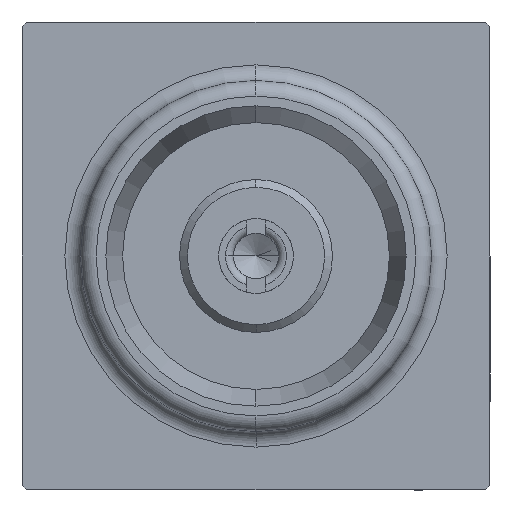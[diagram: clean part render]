
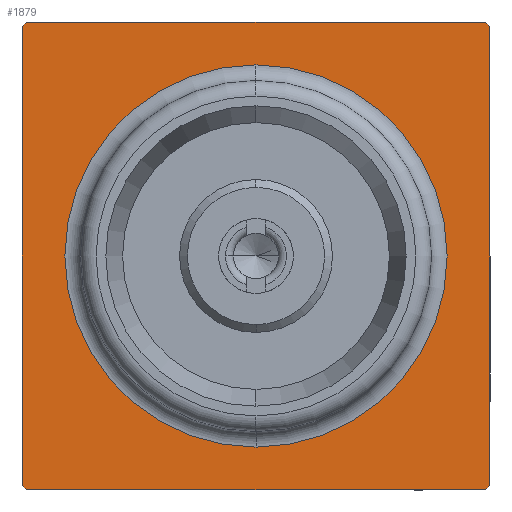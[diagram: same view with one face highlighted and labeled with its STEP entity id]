
A CAD part, left-side view. The second image highlights one B-rep face of the part: STEP entity #1879.
In plain terms, the highlighted planar face has unit normal (-1, 0, 0).
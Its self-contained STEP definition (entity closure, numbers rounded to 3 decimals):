
#100 = VECTOR ( 'NONE', #809, 1000. ) ;
#160 = ORIENTED_EDGE ( 'NONE', *, *, #241, .T. ) ;
#168 = CARTESIAN_POINT ( 'NONE',  ( 4.45, 2.939, 3. ) ) ;
#194 = DIRECTION ( 'NONE',  ( -1., 0., 0. ) ) ;
#236 = FACE_OUTER_BOUND ( 'NONE', #2589, .T. ) ;
#241 = EDGE_CURVE ( 'NONE', #955, #3097, #501, .T. ) ;
#253 = ORIENTED_EDGE ( 'NONE', *, *, #733, .T. ) ;
#341 = ORIENTED_EDGE ( 'NONE', *, *, #1032, .F. ) ;
#376 = EDGE_CURVE ( 'NONE', #1238, #2539, #1144, .T. ) ;
#410 = DIRECTION ( 'NONE',  ( 0., 0., -1. ) ) ;
#417 = DIRECTION ( 'NONE',  ( 1., 0., 0. ) ) ;
#435 = CARTESIAN_POINT ( 'NONE',  ( 4.45, 0., 0. ) ) ;
#440 = DIRECTION ( 'NONE',  ( 0., 0., -1. ) ) ;
#454 = CARTESIAN_POINT ( 'NONE',  ( 4.45, 0., 0. ) ) ;
#501 = CIRCLE ( 'NONE', #3746, 4.2 ) ;
#519 = EDGE_CURVE ( 'NONE', #2940, #2000, #3227, .T. ) ;
#591 = VERTEX_POINT ( 'NONE', #2580 ) ;
#611 = CARTESIAN_POINT ( 'NONE',  ( 4.45, -3., 2.939 ) ) ;
#650 = VECTOR ( 'NONE', #1189, 1000. ) ;
#731 = CARTESIAN_POINT ( 'NONE',  ( 4.45, 0., 2.45 ) ) ;
#733 = EDGE_CURVE ( 'NONE', #1238, #3458, #2011, .T. ) ;
#798 = DIRECTION ( 'NONE',  ( 0., 0., 1. ) ) ;
#809 = DIRECTION ( 'NONE',  ( 0., 1., 0. ) ) ;
#862 = ORIENTED_EDGE ( 'NONE', *, *, #519, .T. ) ;
#882 = CARTESIAN_POINT ( 'NONE',  ( 4.45, 2.25, -3. ) ) ;
#955 = VERTEX_POINT ( 'NONE', #611 ) ;
#964 = LINE ( 'NONE', #882, #100 ) ;
#967 = CARTESIAN_POINT ( 'NONE',  ( 4.45, -2.939, 3. ) ) ;
#1013 = VERTEX_POINT ( 'NONE', #2274 ) ;
#1032 = EDGE_CURVE ( 'NONE', #1579, #3097, #2729, .T. ) ;
#1108 = CIRCLE ( 'NONE', #3366, 4.2 ) ;
#1144 = LINE ( 'NONE', #2960, #1984 ) ;
#1170 = EDGE_CURVE ( 'NONE', #2000, #2940, #1257, .T. ) ;
#1189 = DIRECTION ( 'NONE',  ( 0., 0., -1. ) ) ;
#1196 = DIRECTION ( 'NONE',  ( 0., 0., -1. ) ) ;
#1202 = ORIENTED_EDGE ( 'NONE', *, *, #3460, .F. ) ;
#1204 = DIRECTION ( 'NONE',  ( 1., 0., 0. ) ) ;
#1215 = CARTESIAN_POINT ( 'NONE',  ( 4.45, 0., 0. ) ) ;
#1238 = VERTEX_POINT ( 'NONE', #1886 ) ;
#1257 = CIRCLE ( 'NONE', #2971, 2.45 ) ;
#1391 = DIRECTION ( 'NONE',  ( 0., 0., 1. ) ) ;
#1403 = LINE ( 'NONE', #1459, #650 ) ;
#1408 = AXIS2_PLACEMENT_3D ( 'NONE', #2838, #2800, #2787 ) ;
#1459 = CARTESIAN_POINT ( 'NONE',  ( 4.45, -3., 0. ) ) ;
#1560 = EDGE_LOOP ( 'NONE', ( #2841, #862 ) ) ;
#1579 = VERTEX_POINT ( 'NONE', #168 ) ;
#1602 = CIRCLE ( 'NONE', #3747, 4.2 ) ;
#1653 = FACE_BOUND ( 'NONE', #1560, .T. ) ;
#1747 = AXIS2_PLACEMENT_3D ( 'NONE', #1215, #1204, #1196 ) ;
#1816 = DIRECTION ( 'NONE',  ( 0., 0., 1. ) ) ;
#1826 = DIRECTION ( 'NONE',  ( -1., 0., 0. ) ) ;
#1833 = CARTESIAN_POINT ( 'NONE',  ( 4.45, 0., 0. ) ) ;
#1870 = DIRECTION ( 'NONE',  ( 1., 0., 0. ) ) ;
#1879 = ADVANCED_FACE ( 'NONE', ( #1653, #236 ), #2304, .F. ) ;
#1886 = CARTESIAN_POINT ( 'NONE',  ( 4.45, 3., -2.939 ) ) ;
#1984 = VECTOR ( 'NONE', #2703, 1000. ) ;
#2000 = VERTEX_POINT ( 'NONE', #3222 ) ;
#2011 = CIRCLE ( 'NONE', #1408, 4.2 ) ;
#2122 = EDGE_CURVE ( 'NONE', #1579, #2539, #1602, .T. ) ;
#2175 = CARTESIAN_POINT ( 'NONE',  ( 4.45, 2.25, 0. ) ) ;
#2274 = CARTESIAN_POINT ( 'NONE',  ( 4.45, -2.939, -3. ) ) ;
#2304 = PLANE ( 'NONE',  #2372 ) ;
#2372 = AXIS2_PLACEMENT_3D ( 'NONE', #2175, #1870, #440 ) ;
#2537 = CARTESIAN_POINT ( 'NONE',  ( 4.45, 0., 0. ) ) ;
#2539 = VERTEX_POINT ( 'NONE', #3778 ) ;
#2580 = CARTESIAN_POINT ( 'NONE',  ( 4.45, -3., -2.939 ) ) ;
#2589 = EDGE_LOOP ( 'NONE', ( #3502, #2751, #1202, #160, #341, #3577, #3059, #253 ) ) ;
#2650 = VECTOR ( 'NONE', #2792, 1000. ) ;
#2703 = DIRECTION ( 'NONE',  ( 0., 0., 1. ) ) ;
#2729 = LINE ( 'NONE', #3370, #2650 ) ;
#2751 = ORIENTED_EDGE ( 'NONE', *, *, #2844, .T. ) ;
#2787 = DIRECTION ( 'NONE',  ( 0., 0., 1. ) ) ;
#2792 = DIRECTION ( 'NONE',  ( 0., -1., 0. ) ) ;
#2800 = DIRECTION ( 'NONE',  ( -1., 0., 0. ) ) ;
#2838 = CARTESIAN_POINT ( 'NONE',  ( 4.45, 0., 0. ) ) ;
#2841 = ORIENTED_EDGE ( 'NONE', *, *, #1170, .T. ) ;
#2844 = EDGE_CURVE ( 'NONE', #1013, #591, #1108, .T. ) ;
#2914 = EDGE_CURVE ( 'NONE', #1013, #3458, #964, .T. ) ;
#2917 = CARTESIAN_POINT ( 'NONE',  ( 4.45, 2.939, -3. ) ) ;
#2940 = VERTEX_POINT ( 'NONE', #731 ) ;
#2960 = CARTESIAN_POINT ( 'NONE',  ( 4.45, 3., 0. ) ) ;
#2971 = AXIS2_PLACEMENT_3D ( 'NONE', #435, #417, #410 ) ;
#3059 = ORIENTED_EDGE ( 'NONE', *, *, #376, .F. ) ;
#3097 = VERTEX_POINT ( 'NONE', #967 ) ;
#3191 = DIRECTION ( 'NONE',  ( -1., 0., 0. ) ) ;
#3222 = CARTESIAN_POINT ( 'NONE',  ( 4.45, 0., -2.45 ) ) ;
#3227 = CIRCLE ( 'NONE', #1747, 2.45 ) ;
#3366 = AXIS2_PLACEMENT_3D ( 'NONE', #1833, #1826, #1816 ) ;
#3370 = CARTESIAN_POINT ( 'NONE',  ( 4.45, 2.25, 3. ) ) ;
#3458 = VERTEX_POINT ( 'NONE', #2917 ) ;
#3460 = EDGE_CURVE ( 'NONE', #955, #591, #1403, .T. ) ;
#3502 = ORIENTED_EDGE ( 'NONE', *, *, #2914, .F. ) ;
#3577 = ORIENTED_EDGE ( 'NONE', *, *, #2122, .T. ) ;
#3746 = AXIS2_PLACEMENT_3D ( 'NONE', #2537, #3191, #1391 ) ;
#3747 = AXIS2_PLACEMENT_3D ( 'NONE', #454, #194, #798 ) ;
#3778 = CARTESIAN_POINT ( 'NONE',  ( 4.45, 3., 2.939 ) ) ;
